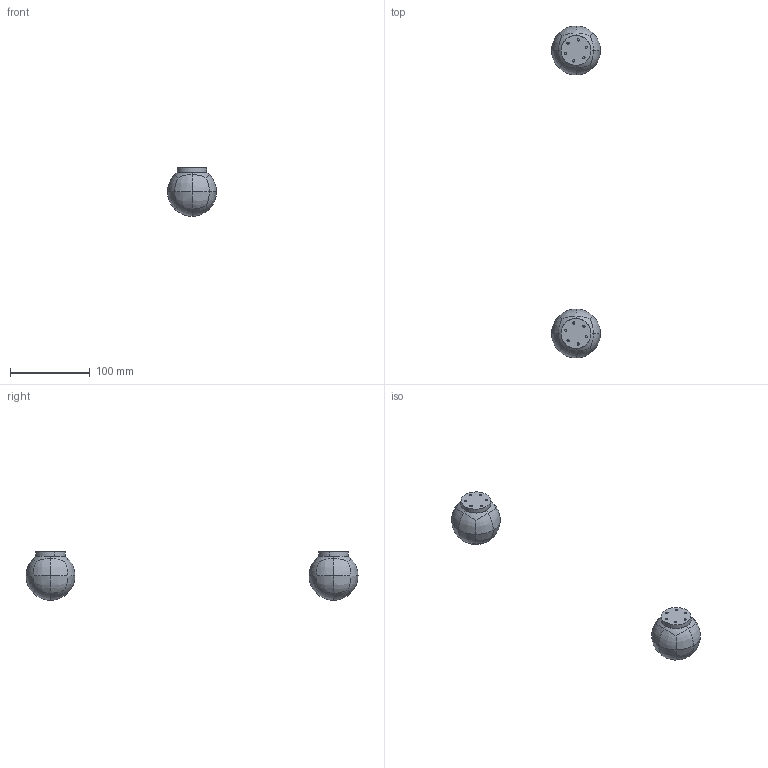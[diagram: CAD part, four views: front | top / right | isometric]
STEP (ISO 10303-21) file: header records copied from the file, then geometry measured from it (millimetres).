
FILE_DESCRIPTION(/* description */ (''),/* implementation_level */ '2;1');
FILE_NAME(/* name */ 'Hand_Spherical.stp',/* time_stamp */ '2025-05-16T17:56:46+08:00',/* author */ (''),/* organization */ (''),/* preprocessor_version */ 'ST-DEVELOPER v19.2',/* originating_system */ 'Rhino 8.17',/* authorisation */ '');
FILE_SCHEMA (('CONFIG_CONTROL_DESIGN'));
Length unit declared in the file: centimetre
Products named in the file (1): Document
Bounding box: 61.45 x 416.95 x 60.9 mm (x, y, z)
Volume: 247302.5 mm3; surface area: 29742.4 mm2
Topology: 4 solids, 4 shells, 102 faces, 212 edges, 130 vertices
Faces by surface type: bspline 56, cylinder 28, plane 18
Entity records: 8308 total; most frequent: CARTESIAN_POINT 6506, ORIENTED_EDGE 424, EDGE_CURVE 212, DIRECTION 170, VERTEX_POINT 130, EDGE_LOOP 114, B_SPLINE_CURVE_WITH_KNOTS 114, AXIS2_PLACEMENT_3D 108
